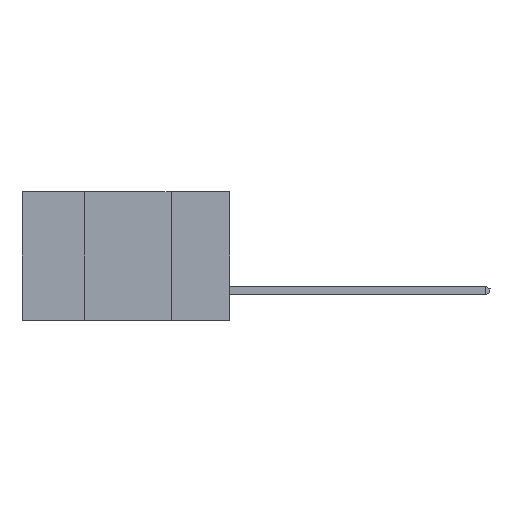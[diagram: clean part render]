
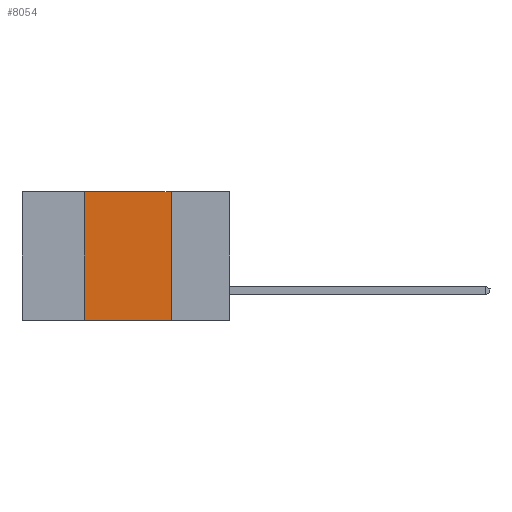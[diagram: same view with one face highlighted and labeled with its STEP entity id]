
A CAD part, left-side view. The second image highlights one B-rep face of the part: STEP entity #8054.
In plain terms, the highlighted planar face has unit normal (-1, 0, 0).
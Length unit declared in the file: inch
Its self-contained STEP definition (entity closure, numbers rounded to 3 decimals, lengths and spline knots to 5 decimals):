
#40 = VECTOR ( 'NONE', #1590, 39.37008 ) ;
#62 = DIRECTION ( 'NONE',  ( 0., 0., 1. ) ) ;
#443 = CARTESIAN_POINT ( 'NONE',  ( 0., 0.17, 0. ) ) ;
#461 = VECTOR ( 'NONE', #8296, 39.37008 ) ;
#683 = VERTEX_POINT ( 'NONE', #7620 ) ;
#785 = VERTEX_POINT ( 'NONE', #7404 ) ;
#1587 = DIRECTION ( 'NONE',  ( 1., 0., 0. ) ) ;
#1590 = DIRECTION ( 'NONE',  ( 0., -1., 0. ) ) ;
#1643 = LINE ( 'NONE', #2303, #6568 ) ;
#2115 = VERTEX_POINT ( 'NONE', #6227 ) ;
#2303 = CARTESIAN_POINT ( 'NONE',  ( 0., 0.17, -0.37 ) ) ;
#2424 = CARTESIAN_POINT ( 'NONE',  ( 0., 0.6, 0. ) ) ;
#2518 = VERTEX_POINT ( 'NONE', #443 ) ;
#2683 = ORIENTED_EDGE ( 'NONE', *, *, #5938, .F. ) ;
#4140 = DIRECTION ( 'NONE',  ( 0., 0., -1. ) ) ;
#4450 = EDGE_CURVE ( 'NONE', #683, #2518, #4875, .T. ) ;
#4875 = LINE ( 'NONE', #9873, #461 ) ;
#4909 = FACE_OUTER_BOUND ( 'NONE', #10051, .T. ) ;
#4910 = ORIENTED_EDGE ( 'NONE', *, *, #9225, .T. ) ;
#5377 = LINE ( 'NONE', #8731, #7820 ) ;
#5938 = EDGE_CURVE ( 'NONE', #2115, #683, #5377, .T. ) ;
#6227 = CARTESIAN_POINT ( 'NONE',  ( 0., 0.42, -0.37 ) ) ;
#6565 = EDGE_CURVE ( 'NONE', #2518, #785, #1643, .T. ) ;
#6568 = VECTOR ( 'NONE', #9856, 39.37008 ) ;
#6634 = CARTESIAN_POINT ( 'NONE',  ( 0., 0.6, -0.37 ) ) ;
#7404 = CARTESIAN_POINT ( 'NONE',  ( 0., 0.17, -0.37 ) ) ;
#7417 = ORIENTED_EDGE ( 'NONE', *, *, #4450, .F. ) ;
#7620 = CARTESIAN_POINT ( 'NONE',  ( 0., 0.42, 0. ) ) ;
#7820 = VECTOR ( 'NONE', #62, 39.37008 ) ;
#8054 = ADVANCED_FACE ( 'NONE', ( #4909 ), #9970, .F. ) ;
#8296 = DIRECTION ( 'NONE',  ( 0., -1., 0. ) ) ;
#8731 = CARTESIAN_POINT ( 'NONE',  ( 0., 0.42, -0.37 ) ) ;
#9225 = EDGE_CURVE ( 'NONE', #2115, #785, #10027, .T. ) ;
#9700 = AXIS2_PLACEMENT_3D ( 'NONE', #2424, #1587, #4140 ) ;
#9856 = DIRECTION ( 'NONE',  ( 0., 0., -1. ) ) ;
#9873 = CARTESIAN_POINT ( 'NONE',  ( 0., 0.6, 0. ) ) ;
#9970 = PLANE ( 'NONE',  #9700 ) ;
#9977 = ORIENTED_EDGE ( 'NONE', *, *, #6565, .F. ) ;
#10027 = LINE ( 'NONE', #6634, #40 ) ;
#10051 = EDGE_LOOP ( 'NONE', ( #9977, #7417, #2683, #4910 ) ) ;
